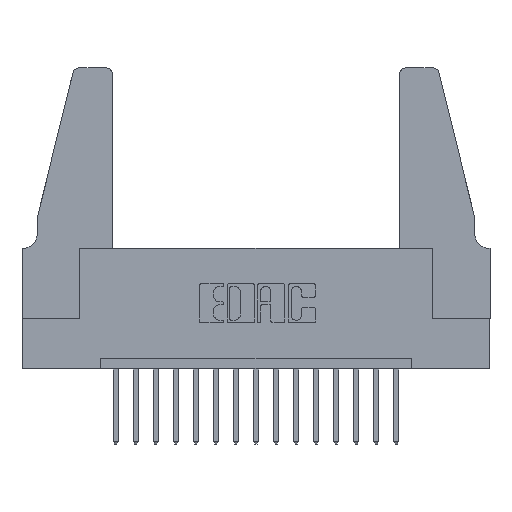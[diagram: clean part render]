
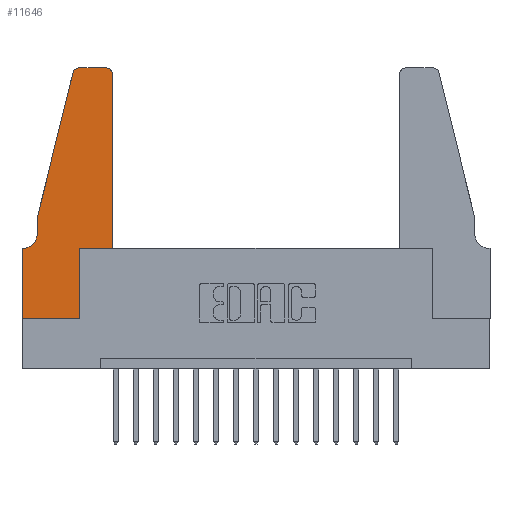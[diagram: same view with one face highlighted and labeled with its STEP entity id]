
A CAD part, top view. The second image highlights one B-rep face of the part: STEP entity #11646.
In plain terms, the highlighted planar face has unit normal (0, 0, 1).
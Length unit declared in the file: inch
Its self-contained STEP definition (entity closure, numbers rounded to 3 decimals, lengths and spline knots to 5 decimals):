
#180 = ORIENTED_EDGE ( 'NONE', *, *, #8626, .T. ) ;
#363 = CARTESIAN_POINT ( 'NONE',  ( 0.4205, 1.25, 0.37 ) ) ;
#715 = LINE ( 'NONE', #2965, #5708 ) ;
#915 = CARTESIAN_POINT ( 'NONE',  ( 0.4205, 1.22, 0.37 ) ) ;
#960 = EDGE_CURVE ( 'NONE', #8846, #2603, #9808, .T. ) ;
#1007 = ORIENTED_EDGE ( 'NONE', *, *, #6528, .T. ) ;
#1019 = PLANE ( 'NONE',  #3199 ) ;
#1247 = CARTESIAN_POINT ( 'NONE',  ( 0.2865, 0.35, 0.37 ) ) ;
#1255 = VERTEX_POINT ( 'NONE', #7229 ) ;
#1289 = DIRECTION ( 'NONE',  ( 0., 0., -1. ) ) ;
#1342 = VERTEX_POINT ( 'NONE', #8450 ) ;
#1969 = VECTOR ( 'NONE', #9125, 39.37008 ) ;
#2187 = VECTOR ( 'NONE', #15302, 39.37008 ) ;
#2277 = DIRECTION ( 'NONE',  ( 0., 0., 1. ) ) ;
#2396 = VERTEX_POINT ( 'NONE', #5106 ) ;
#2603 = VERTEX_POINT ( 'NONE', #6173 ) ;
#2716 = ORIENTED_EDGE ( 'NONE', *, *, #14406, .T. ) ;
#2776 = CARTESIAN_POINT ( 'NONE',  ( 0.0055, 0.42, 0.37 ) ) ;
#2965 = CARTESIAN_POINT ( 'NONE',  ( 0.0755, 0.5, 0.37 ) ) ;
#3066 = EDGE_LOOP ( 'NONE', ( #11667, #8485, #8601, #1007, #8035, #13007, #8061, #10774, #180, #12629, #2716, #16141 ) ) ;
#3089 = CARTESIAN_POINT ( 'NONE',  ( 0.4505, 0.35, 0.37 ) ) ;
#3199 = AXIS2_PLACEMENT_3D ( 'NONE', #9064, #14330, #16964 ) ;
#3306 = CARTESIAN_POINT ( 'NONE',  ( 0.2865, 0., 0.37 ) ) ;
#3427 = CARTESIAN_POINT ( 'NONE',  ( 0.25487, 1.22718, 0.37 ) ) ;
#3688 = DIRECTION ( 'NONE',  ( 1., 0., 0. ) ) ;
#3935 = EDGE_CURVE ( 'NONE', #5053, #12224, #15583, .T. ) ;
#3953 = DIRECTION ( 'NONE',  ( 0., 1., 0. ) ) ;
#4144 = EDGE_CURVE ( 'NONE', #2396, #15032, #14208, .T. ) ;
#4484 = CARTESIAN_POINT ( 'NONE',  ( 0.2865, 0.35, 0.37 ) ) ;
#5053 = VERTEX_POINT ( 'NONE', #10334 ) ;
#5106 = CARTESIAN_POINT ( 'NONE',  ( 0.0755, 0.42, 0.37 ) ) ;
#5111 = FACE_OUTER_BOUND ( 'NONE', #3066, .T. ) ;
#5266 = DIRECTION ( 'NONE',  ( 0., -1., 0. ) ) ;
#5567 = CARTESIAN_POINT ( 'NONE',  ( 0., 0., 0.37 ) ) ;
#5595 = CIRCLE ( 'NONE', #6404, 0.03 ) ;
#5708 = VECTOR ( 'NONE', #9723, 39.37008 ) ;
#6173 = CARTESIAN_POINT ( 'NONE',  ( 0.0755, 0.5, 0.37 ) ) ;
#6252 = EDGE_CURVE ( 'NONE', #15032, #5053, #15467, .T. ) ;
#6304 = CARTESIAN_POINT ( 'NONE',  ( 0., 0., 0.37 ) ) ;
#6404 = AXIS2_PLACEMENT_3D ( 'NONE', #915, #2277, #3688 ) ;
#6501 = VECTOR ( 'NONE', #5266, 39.37008 ) ;
#6528 = EDGE_CURVE ( 'NONE', #2603, #2396, #715, .T. ) ;
#7229 = CARTESIAN_POINT ( 'NONE',  ( 0.284, 1.25, 0.37 ) ) ;
#7361 = CARTESIAN_POINT ( 'NONE',  ( 0.0755, 0.5, 0.37 ) ) ;
#7515 = DIRECTION ( 'NONE',  ( 1., 0., 0. ) ) ;
#7727 = LINE ( 'NONE', #4484, #7921 ) ;
#7918 = VERTEX_POINT ( 'NONE', #1247 ) ;
#7921 = VECTOR ( 'NONE', #16461, 39.37008 ) ;
#8035 = ORIENTED_EDGE ( 'NONE', *, *, #4144, .T. ) ;
#8061 = ORIENTED_EDGE ( 'NONE', *, *, #3935, .T. ) ;
#8450 = CARTESIAN_POINT ( 'NONE',  ( 0.4505, 1.22, 0.37 ) ) ;
#8485 = ORIENTED_EDGE ( 'NONE', *, *, #10997, .T. ) ;
#8537 = VERTEX_POINT ( 'NONE', #3306 ) ;
#8589 = LINE ( 'NONE', #10175, #13734 ) ;
#8601 = ORIENTED_EDGE ( 'NONE', *, *, #960, .T. ) ;
#8626 = EDGE_CURVE ( 'NONE', #8537, #7918, #7727, .T. ) ;
#8660 = VERTEX_POINT ( 'NONE', #363 ) ;
#8846 = VERTEX_POINT ( 'NONE', #3427 ) ;
#8864 = CARTESIAN_POINT ( 'NONE',  ( 0.0055, 0.35, 0.37 ) ) ;
#9064 = CARTESIAN_POINT ( 'NONE',  ( 0., 0.35, 0.37 ) ) ;
#9125 = DIRECTION ( 'NONE',  ( 1., 0., 0. ) ) ;
#9394 = VECTOR ( 'NONE', #16545, 39.37008 ) ;
#9430 = DIRECTION ( 'NONE',  ( -1., 0., 0. ) ) ;
#9522 = VECTOR ( 'NONE', #15201, 39.37008 ) ;
#9710 = EDGE_CURVE ( 'NONE', #1342, #8660, #5595, .T. ) ;
#9723 = DIRECTION ( 'NONE',  ( 0., -1., 0. ) ) ;
#9808 = LINE ( 'NONE', #7361, #9394 ) ;
#9923 = CARTESIAN_POINT ( 'NONE',  ( 0.0755, 0.35, 0.37 ) ) ;
#10175 = CARTESIAN_POINT ( 'NONE',  ( 0.2605, 1.25, 0.37 ) ) ;
#10334 = CARTESIAN_POINT ( 'NONE',  ( 0., 0.35, 0.37 ) ) ;
#10351 = DIRECTION ( 'NONE',  ( -1., 0., 0. ) ) ;
#10549 = CARTESIAN_POINT ( 'NONE',  ( 0., 0., 0.37 ) ) ;
#10727 = LINE ( 'NONE', #15258, #2187 ) ;
#10774 = ORIENTED_EDGE ( 'NONE', *, *, #11644, .T. ) ;
#10997 = EDGE_CURVE ( 'NONE', #1255, #8846, #11539, .T. ) ;
#11458 = EDGE_CURVE ( 'NONE', #7918, #12927, #10727, .T. ) ;
#11539 = CIRCLE ( 'NONE', #15718, 0.03 ) ;
#11644 = EDGE_CURVE ( 'NONE', #12224, #8537, #12152, .T. ) ;
#11646 = ADVANCED_FACE ( 'NONE', ( #5111 ), #1019, .T. ) ;
#11667 = ORIENTED_EDGE ( 'NONE', *, *, #16562, .T. ) ;
#11933 = AXIS2_PLACEMENT_3D ( 'NONE', #2776, #1289, #9430 ) ;
#12152 = LINE ( 'NONE', #6304, #1969 ) ;
#12224 = VERTEX_POINT ( 'NONE', #5567 ) ;
#12629 = ORIENTED_EDGE ( 'NONE', *, *, #11458, .T. ) ;
#12711 = CARTESIAN_POINT ( 'NONE',  ( 0.284, 1.22, 0.37 ) ) ;
#12927 = VERTEX_POINT ( 'NONE', #3089 ) ;
#13007 = ORIENTED_EDGE ( 'NONE', *, *, #6252, .T. ) ;
#13734 = VECTOR ( 'NONE', #10351, 39.37008 ) ;
#14208 = CIRCLE ( 'NONE', #11933, 0.07 ) ;
#14330 = DIRECTION ( 'NONE',  ( 0., 0., 1. ) ) ;
#14406 = EDGE_CURVE ( 'NONE', #12927, #1342, #15397, .T. ) ;
#15032 = VERTEX_POINT ( 'NONE', #8864 ) ;
#15201 = DIRECTION ( 'NONE',  ( -1., 0., 0. ) ) ;
#15258 = CARTESIAN_POINT ( 'NONE',  ( 0.4505, 0.35, 0.37 ) ) ;
#15302 = DIRECTION ( 'NONE',  ( 1., 0., 0. ) ) ;
#15397 = LINE ( 'NONE', #15962, #16049 ) ;
#15467 = LINE ( 'NONE', #9923, #9522 ) ;
#15583 = LINE ( 'NONE', #10549, #6501 ) ;
#15718 = AXIS2_PLACEMENT_3D ( 'NONE', #12711, #16651, #7515 ) ;
#15962 = CARTESIAN_POINT ( 'NONE',  ( 0.4505, 0.35, 0.37 ) ) ;
#16049 = VECTOR ( 'NONE', #3953, 39.37008 ) ;
#16141 = ORIENTED_EDGE ( 'NONE', *, *, #9710, .T. ) ;
#16461 = DIRECTION ( 'NONE',  ( 0., 1., 0. ) ) ;
#16545 = DIRECTION ( 'NONE',  ( -0.239, -0.971, 0. ) ) ;
#16562 = EDGE_CURVE ( 'NONE', #8660, #1255, #8589, .T. ) ;
#16651 = DIRECTION ( 'NONE',  ( 0., 0., 1. ) ) ;
#16964 = DIRECTION ( 'NONE',  ( 1., 0., 0. ) ) ;
